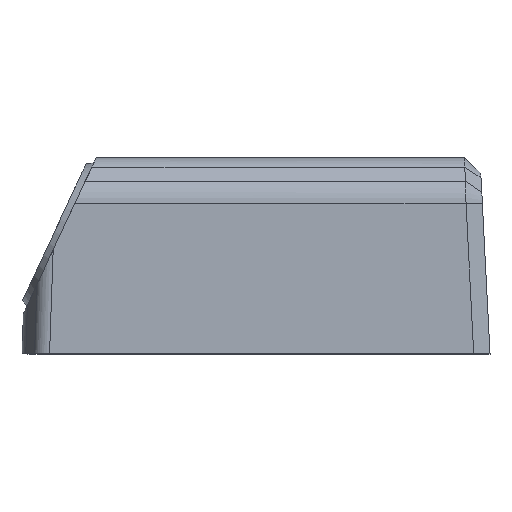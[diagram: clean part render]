
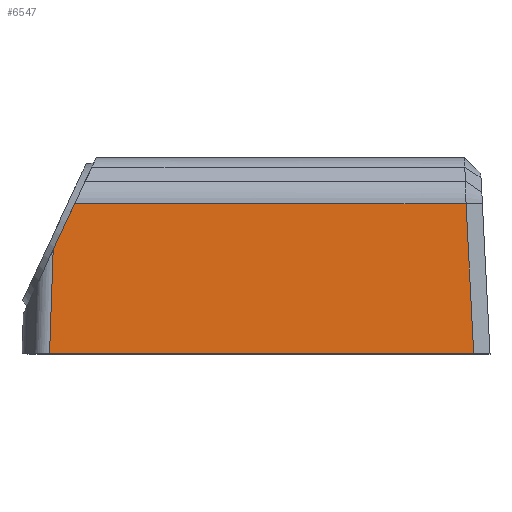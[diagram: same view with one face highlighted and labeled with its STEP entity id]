
A CAD part, top view. The second image highlights one B-rep face of the part: STEP entity #6547.
In plain terms, the highlighted planar face has unit normal (0, 0.026, 1).
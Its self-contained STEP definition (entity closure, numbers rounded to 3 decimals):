
#182=DIRECTION('',(0.422,0.906,-0.024));
#183=VECTOR('',#182,15.686);
#184=CARTESIAN_POINT('',(-10.977,-28.274,55.74));
#185=LINE('',#184,#183);
#196=CARTESIAN_POINT('',(-10.977,-28.274,55.74));
#1657=CARTESIAN_POINT('',(-12.085,-60.,56.571));
#2154=DIRECTION('',(-0.035,-0.999,0.026));
#2155=VECTOR('',#2154,31.757);
#2156=CARTESIAN_POINT('',(-10.977,-28.274,
55.74));
#2157=LINE('',#2156,#2155);
#2161=DIRECTION('',(-1.,0.,0.));
#2162=VECTOR('',#2161,120.061);
#2163=CARTESIAN_POINT('',(115.711,-14.061,55.368));
#2164=LINE('',#2163,#2162);
#2168=DIRECTION('',(-0.051,0.998,-0.026));
#2169=VECTOR('',#2168,46.015);
#2170=CARTESIAN_POINT('',(118.054,-60.,56.571));
#2171=LINE('',#2170,#2169);
#2175=DIRECTION('',(1.,0.,0.));
#2176=VECTOR('',#2175,130.14);
#2177=CARTESIAN_POINT('',(-12.085,-60.,56.571));
#2178=LINE('',#2177,#2176);
#2182=CARTESIAN_POINT('',(115.711,-14.061,55.368));
#4256=VERTEX_POINT('',#2182);
#4259=CARTESIAN_POINT('',(118.054,-60.,56.571));
#4261=VERTEX_POINT('',#4259);
#4276=CARTESIAN_POINT('',(-4.35,-14.061,
55.368));
#4277=VERTEX_POINT('',#4276);
#4309=VERTEX_POINT('',#1657);
#4313=VERTEX_POINT('',#196);
#6533=CARTESIAN_POINT('',(-24.239,0.,55.));
#6534=DIRECTION('',(0.,0.026,1.));
#6535=DIRECTION('',(1.,0.,0.));
#6536=AXIS2_PLACEMENT_3D('',#6533,#6534,#6535);
#6537=PLANE('',#6536);
#6538=ORIENTED_EDGE('',*,*,#6521,.F.);
#6539=ORIENTED_EDGE('',*,*,#5055,.T.);
#6541=ORIENTED_EDGE('',*,*,#6540,.F.);
#6543=ORIENTED_EDGE('',*,*,#6542,.F.);
#6544=ORIENTED_EDGE('',*,*,#6255,.F.);
#6545=EDGE_LOOP('',(#6538,#6539,#6541,#6543,#6544));
#6546=FACE_OUTER_BOUND('',#6545,.F.);
#5055=EDGE_CURVE('',#4313,#4277,#185,.T.);
#6255=EDGE_CURVE('',#4309,#4261,#2178,.T.);
#6521=EDGE_CURVE('',#4313,#4309,#2157,.T.);
#6540=EDGE_CURVE('',#4256,#4277,#2164,.T.);
#6542=EDGE_CURVE('',#4261,#4256,#2171,.T.);
#6547=ADVANCED_FACE('',(#6546),#6537,.T.);
